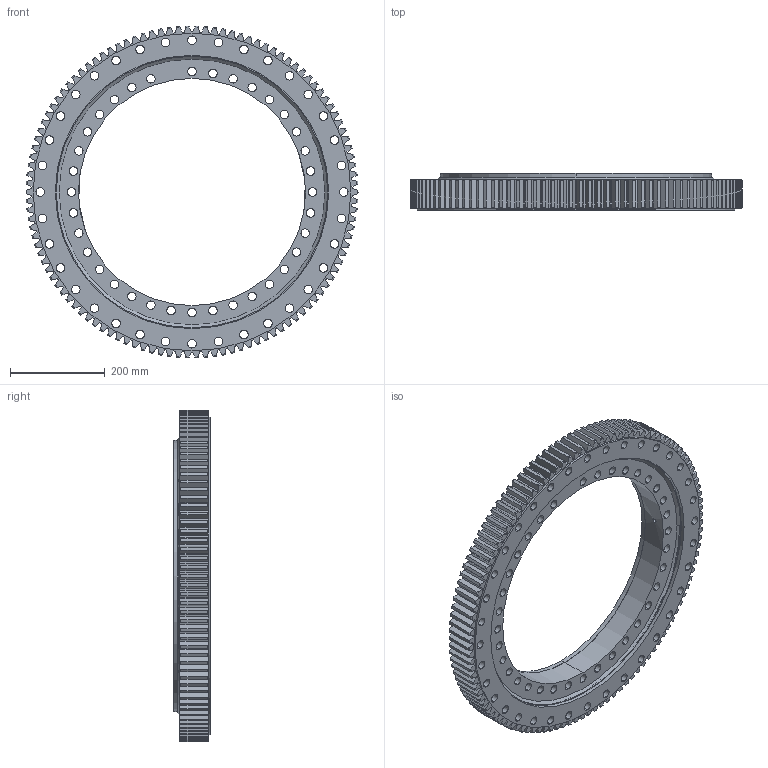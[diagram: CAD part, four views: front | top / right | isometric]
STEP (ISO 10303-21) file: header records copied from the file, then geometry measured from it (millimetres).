
FILE_DESCRIPTION (( 'STEP AP203' ), '1' );
FILE_NAME ('06-0574-09.STEP', '2017-12-27T07:32:38', ( 'defontaine' ), ( 'Hewlett-Packard Company' ), 'SwSTEP 2.0', 'SolidWorks 2016', '' );
FILE_SCHEMA (( 'CONFIG_CONTROL_DESIGN' ));
Length unit declared in the file: millimetre
Products named in the file (1): 06-0574-09
Bounding box: 700 x 77 x 699.88 mm (x, y, z)
Volume: 9868846.1 mm3; surface area: 1371959 mm2
Topology: 5 solids, 5 shells, 907 faces, 2648 edges, 1755 vertices
Faces by surface type: cylinder 395, cone 244, plane 244, torus 24
Entity records: 31504 total; most frequent: CARTESIAN_POINT 6967, ORIENTED_EDGE 5296, DIRECTION 5073, EDGE_CURVE 2648, AXIS2_PLACEMENT_3D 1989, VERTEX_POINT 1755, VECTOR 1095, LINE 1095
